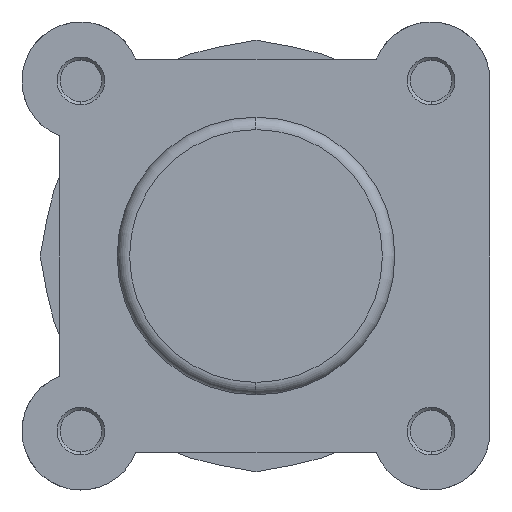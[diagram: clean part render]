
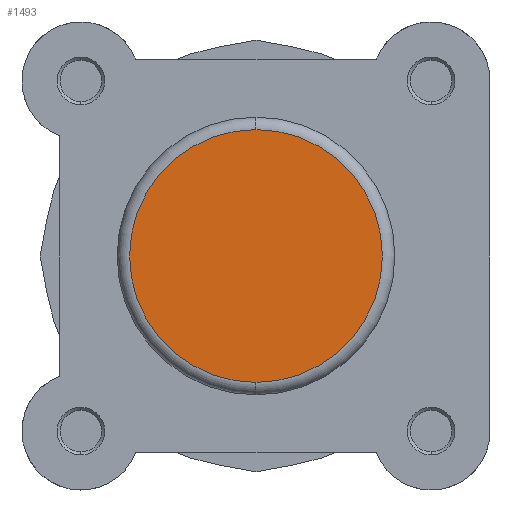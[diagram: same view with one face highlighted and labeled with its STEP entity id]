
A CAD part, left-side view. The second image highlights one B-rep face of the part: STEP entity #1493.
In plain terms, the highlighted planar face has unit normal (-1, 0, 0).
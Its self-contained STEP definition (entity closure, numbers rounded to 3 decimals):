
#289 = EDGE_CURVE ( 'NONE', #2469, #2503, #894, .T. ) ;
#344 = EDGE_CURVE ( 'NONE', #2503, #2469, #3657, .T. ) ;
#507 = AXIS2_PLACEMENT_3D ( 'NONE', #3500, #3501, #3502 ) ;
#537 = AXIS2_PLACEMENT_3D ( 'NONE', #4294, #4301, #4302 ) ;
#595 = AXIS2_PLACEMENT_3D ( 'NONE', #4536, #4555, #4556 ) ;
#894 = CIRCLE ( 'NONE', #507, 20.4 ) ;
#1050 = EDGE_LOOP ( 'NONE', ( #1552, #1543 ) ) ;
#1493 = ADVANCED_FACE ( 'NONE', ( #3785 ), #4545, .F. ) ;
#1543 = ORIENTED_EDGE ( 'NONE', *, *, #289, .T. ) ;
#1552 = ORIENTED_EDGE ( 'NONE', *, *, #344, .T. ) ;
#2469 = VERTEX_POINT ( 'NONE', #4658 ) ;
#2503 = VERTEX_POINT ( 'NONE', #4691 ) ;
#3500 = CARTESIAN_POINT ( 'NONE',  ( 0., 0., 0. ) ) ;
#3501 = DIRECTION ( 'NONE',  ( -1., 0., 0. ) ) ;
#3502 = DIRECTION ( 'NONE',  ( 0., 0., -1. ) ) ;
#3657 = CIRCLE ( 'NONE', #537, 20.4 ) ;
#3785 = FACE_OUTER_BOUND ( 'NONE', #1050, .T. ) ;
#4294 = CARTESIAN_POINT ( 'NONE',  ( 0., 0., 0. ) ) ;
#4301 = DIRECTION ( 'NONE',  ( -1., 0., 0. ) ) ;
#4302 = DIRECTION ( 'NONE',  ( 0., 0., -1. ) ) ;
#4536 = CARTESIAN_POINT ( 'NONE',  ( 0., 0., 0. ) ) ;
#4545 = PLANE ( 'NONE',  #595 ) ;
#4555 = DIRECTION ( 'NONE',  ( 1., 0., 0. ) ) ;
#4556 = DIRECTION ( 'NONE',  ( 0., 0., -1. ) ) ;
#4658 = CARTESIAN_POINT ( 'NONE',  ( 0., 0., 20.4 ) ) ;
#4691 = CARTESIAN_POINT ( 'NONE',  ( 0., 0., -20.4 ) ) ;
